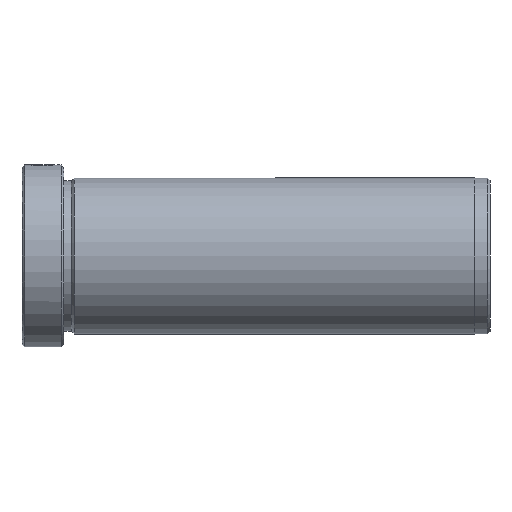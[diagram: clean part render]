
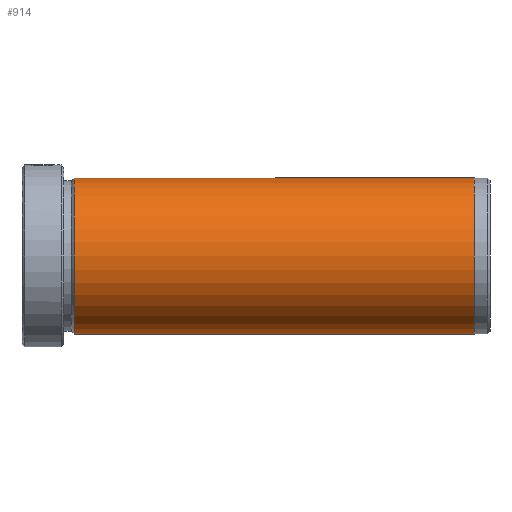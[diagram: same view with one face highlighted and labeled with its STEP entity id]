
A CAD part, left-side view. The second image highlights one B-rep face of the part: STEP entity #914.
In plain terms, the highlighted cylindrical face has radius 15 mm (diameter 30 mm), a partial arc.
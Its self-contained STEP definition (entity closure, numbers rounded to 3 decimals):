
#20 = CARTESIAN_POINT ( 'NONE',  ( 0., 0., 15. ) ) ;
#25 = DIRECTION ( 'NONE',  ( 0., 1., 0. ) ) ;
#90 = EDGE_CURVE ( 'NONE', #1665, #685, #474, .T. ) ;
#125 = CARTESIAN_POINT ( 'NONE',  ( 0., -10., 0. ) ) ;
#144 = CIRCLE ( 'NONE', #372, 15. ) ;
#165 = ORIENTED_EDGE ( 'NONE', *, *, #1346, .F. ) ;
#236 = EDGE_CURVE ( 'NONE', #1665, #498, #576, .T. ) ;
#253 = FACE_OUTER_BOUND ( 'NONE', #1276, .T. ) ;
#268 = DIRECTION ( 'NONE',  ( 0., 0., 1. ) ) ;
#371 = CARTESIAN_POINT ( 'NONE',  ( 0., -10., -15. ) ) ;
#372 = AXIS2_PLACEMENT_3D ( 'NONE', #125, #1094, #268 ) ;
#383 = VECTOR ( 'NONE', #25, 1000. ) ;
#426 = VECTOR ( 'NONE', #516, 1000. ) ;
#474 = LINE ( 'NONE', #20, #383 ) ;
#498 = VERTEX_POINT ( 'NONE', #1581 ) ;
#516 = DIRECTION ( 'NONE',  ( 0., 1., 0. ) ) ;
#576 = CIRCLE ( 'NONE', #630, 15. ) ;
#630 = AXIS2_PLACEMENT_3D ( 'NONE', #1292, #1282, #1275 ) ;
#685 = VERTEX_POINT ( 'NONE', #1808 ) ;
#700 = DIRECTION ( 'NONE',  ( 0., 1., 0. ) ) ;
#704 = EDGE_CURVE ( 'NONE', #1314, #685, #144, .T. ) ;
#877 = AXIS2_PLACEMENT_3D ( 'NONE', #1238, #700, #1689 ) ;
#904 = CYLINDRICAL_SURFACE ( 'NONE', #877, 15. ) ;
#906 = ORIENTED_EDGE ( 'NONE', *, *, #236, .F. ) ;
#914 = ADVANCED_FACE ( 'NONE', ( #253 ), #904, .T. ) ;
#1010 = ORIENTED_EDGE ( 'NONE', *, *, #90, .T. ) ;
#1094 = DIRECTION ( 'NONE',  ( 0., 1., 0. ) ) ;
#1115 = LINE ( 'NONE', #1500, #426 ) ;
#1238 = CARTESIAN_POINT ( 'NONE',  ( 0., 0., 0. ) ) ;
#1275 = DIRECTION ( 'NONE',  ( 0., 0., -1. ) ) ;
#1276 = EDGE_LOOP ( 'NONE', ( #165, #906, #1010, #1613 ) ) ;
#1282 = DIRECTION ( 'NONE',  ( 0., -1., 0. ) ) ;
#1292 = CARTESIAN_POINT ( 'NONE',  ( 0., -87., 0. ) ) ;
#1314 = VERTEX_POINT ( 'NONE', #371 ) ;
#1346 = EDGE_CURVE ( 'NONE', #498, #1314, #1115, .T. ) ;
#1427 = CARTESIAN_POINT ( 'NONE',  ( 0., -87., 15. ) ) ;
#1500 = CARTESIAN_POINT ( 'NONE',  ( 0., 0., -15. ) ) ;
#1581 = CARTESIAN_POINT ( 'NONE',  ( 0., -87., -15. ) ) ;
#1613 = ORIENTED_EDGE ( 'NONE', *, *, #704, .F. ) ;
#1665 = VERTEX_POINT ( 'NONE', #1427 ) ;
#1689 = DIRECTION ( 'NONE',  ( 0., 0., 1. ) ) ;
#1808 = CARTESIAN_POINT ( 'NONE',  ( 0., -10., 15. ) ) ;
